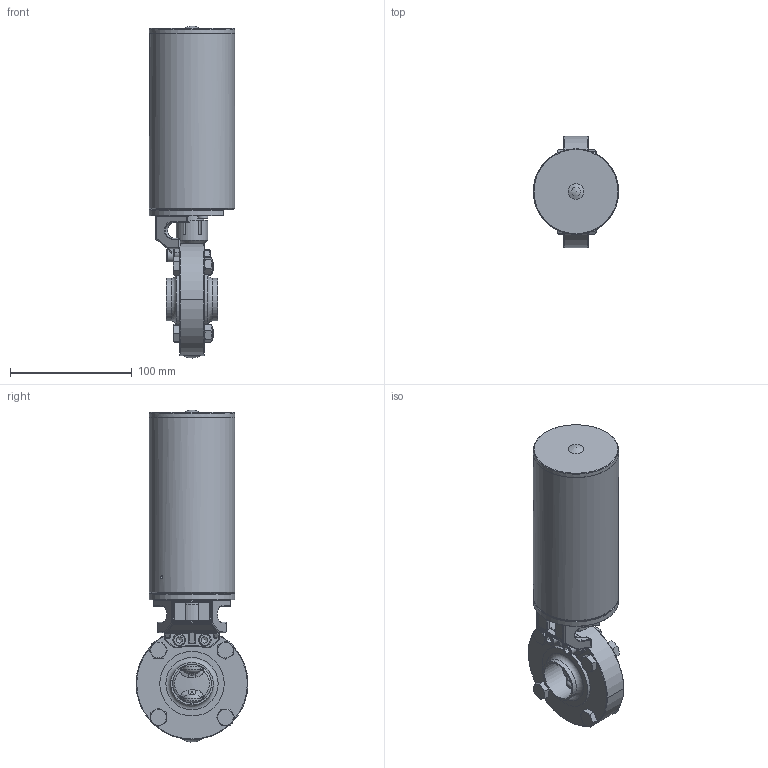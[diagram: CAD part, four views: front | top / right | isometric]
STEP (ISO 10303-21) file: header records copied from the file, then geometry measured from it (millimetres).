
FILE_DESCRIPTION(/* description */ (''),/* implementation_level */ '2;1');
FILE_NAME(/* name */ '52240032XX40.stp',/* time_stamp */ '2021-02-26T10:02:29+01:00',/* author */ ('csiebelds'),/* organization */ (''),/* preprocessor_version */ 'ST-DEVELOPER v18',/* originating_system */ 'Autodesk Inventor 2020',/* authorisation */ '');
FILE_SCHEMA (('CONFIG_CONTROL_DESIGN'));
Length unit declared in the file: millimetre
Products named in the file (1): 105471
Bounding box: 70.2 x 92 x 272.92 mm (x, y, z)
Volume: 345560.2 mm3; surface area: 136118.2 mm2
Topology: 2 solids, 2 shells, 704 faces, 1838 edges, 1139 vertices
Faces by surface type: plane 274, cylinder 215, cone 79, bspline 53, torus 51, sphere 32
Full cylindrical faces by diameter (mm): 2.5 x1, 4.134 x1, 6 x3, 6.8 x1, 7 x1, 7.2 x2, 8 x4, 8.5 x4, 8.8 x1, 9 x1, 10 x6, 10.2 x1, 11.4 x4, 12.2 x2, 18.5 x1, 19 x3, 19.5 x1, 20 x3, 22 x1, 23 x1, 26 x2, 26.3 x1, 26.6 x1, 32 x2, 35 x2, 53 x2, 65 x1, 65.9 x2, 66 x1, 70 x1
Entity records: 23988 total; most frequent: CARTESIAN_POINT 6300, ORIENTED_EDGE 3618, DIRECTION 3575, EDGE_CURVE 1809, AXIS2_PLACEMENT_3D 1419, VERTEX_POINT 1141, EDGE_LOOP 779, LINE 737
